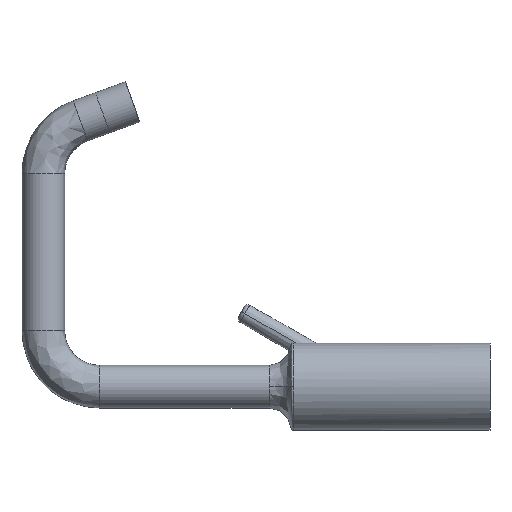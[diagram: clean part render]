
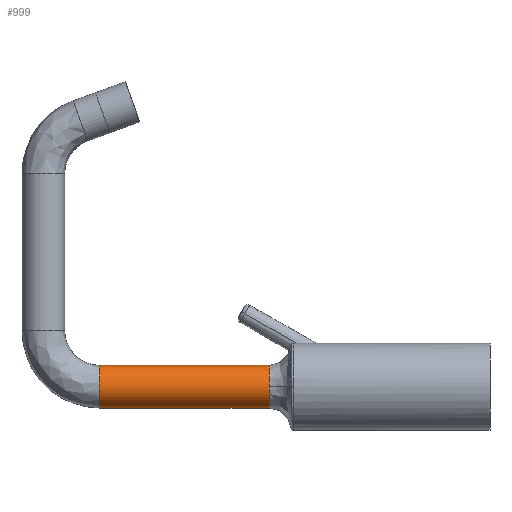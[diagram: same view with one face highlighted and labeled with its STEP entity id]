
A CAD part, left-side view. The second image highlights one B-rep face of the part: STEP entity #999.
In plain terms, the highlighted cylindrical face has radius 11.4 mm (diameter 22.8 mm), a partial arc.
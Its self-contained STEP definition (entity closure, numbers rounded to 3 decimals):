
#205 = CARTESIAN_POINT ( 'NONE',  ( 0., 208.296, -11.4 ) ) ;
#244 = CARTESIAN_POINT ( 'NONE',  ( 0., 117.85, 11.4 ) ) ;
#549 = VERTEX_POINT ( 'NONE', #3629 ) ;
#655 = CARTESIAN_POINT ( 'NONE',  ( 0., 117.85, 0. ) ) ;
#884 = AXIS2_PLACEMENT_3D ( 'NONE', #4269, #2754, #1157 ) ;
#994 = EDGE_LOOP ( 'NONE', ( #3588, #7066, #5171, #5514, #6383 ) ) ;
#999 = ADVANCED_FACE ( 'NONE', ( #4620 ), #1745, .T. ) ;
#1068 = CARTESIAN_POINT ( 'NONE',  ( 0., 208.296, 11.4 ) ) ;
#1157 = DIRECTION ( 'NONE',  ( 0., 0., -1. ) ) ;
#1250 = AXIS2_PLACEMENT_3D ( 'NONE', #2730, #3282, #7163 ) ;
#1283 = CARTESIAN_POINT ( 'NONE',  ( 0., 208.296, 0. ) ) ;
#1355 = DIRECTION ( 'NONE',  ( 0., 1., 0. ) ) ;
#1389 = DIRECTION ( 'NONE',  ( 0., 0., -1. ) ) ;
#1566 = CIRCLE ( 'NONE', #1599, 11.4 ) ;
#1599 = AXIS2_PLACEMENT_3D ( 'NONE', #655, #1355, #1950 ) ;
#1739 = VECTOR ( 'NONE', #4045, 1000. ) ;
#1745 = CYLINDRICAL_SURFACE ( 'NONE', #884, 11.4 ) ;
#1889 = CARTESIAN_POINT ( 'NONE',  ( 0., 208.296, 11.4 ) ) ;
#1950 = DIRECTION ( 'NONE',  ( 1., 0., 0. ) ) ;
#2289 = EDGE_CURVE ( 'NONE', #5453, #2719, #5926, .T. ) ;
#2719 = VERTEX_POINT ( 'NONE', #4268 ) ;
#2730 = CARTESIAN_POINT ( 'NONE',  ( 0., 117.85, 0. ) ) ;
#2754 = DIRECTION ( 'NONE',  ( 0., -1., 0. ) ) ;
#2839 = EDGE_CURVE ( 'NONE', #5786, #549, #4360, .T. ) ;
#3132 = VECTOR ( 'NONE', #4637, 1000. ) ;
#3282 = DIRECTION ( 'NONE',  ( 0., 1., 0. ) ) ;
#3588 = ORIENTED_EDGE ( 'NONE', *, *, #5071, .F. ) ;
#3629 = CARTESIAN_POINT ( 'NONE',  ( -11.4, 117.85, 0. ) ) ;
#3860 = EDGE_CURVE ( 'NONE', #549, #7010, #1566, .T. ) ;
#4001 = CARTESIAN_POINT ( 'NONE',  ( 0., 117.85, -11.4 ) ) ;
#4045 = DIRECTION ( 'NONE',  ( 0., -1., 0. ) ) ;
#4268 = CARTESIAN_POINT ( 'NONE',  ( 0., 208.296, -11.4 ) ) ;
#4269 = CARTESIAN_POINT ( 'NONE',  ( 0., 208.296, 0. ) ) ;
#4360 = CIRCLE ( 'NONE', #1250, 11.4 ) ;
#4620 = FACE_OUTER_BOUND ( 'NONE', #994, .T. ) ;
#4637 = DIRECTION ( 'NONE',  ( 0., -1., 0. ) ) ;
#4700 = LINE ( 'NONE', #1889, #1739 ) ;
#5071 = EDGE_CURVE ( 'NONE', #5453, #7010, #4700, .T. ) ;
#5171 = ORIENTED_EDGE ( 'NONE', *, *, #6612, .T. ) ;
#5453 = VERTEX_POINT ( 'NONE', #1068 ) ;
#5514 = ORIENTED_EDGE ( 'NONE', *, *, #2839, .T. ) ;
#5786 = VERTEX_POINT ( 'NONE', #4001 ) ;
#5926 = CIRCLE ( 'NONE', #6997, 11.4 ) ;
#6383 = ORIENTED_EDGE ( 'NONE', *, *, #3860, .T. ) ;
#6521 = LINE ( 'NONE', #205, #3132 ) ;
#6612 = EDGE_CURVE ( 'NONE', #2719, #5786, #6521, .T. ) ;
#6883 = DIRECTION ( 'NONE',  ( 0., -1., 0. ) ) ;
#6997 = AXIS2_PLACEMENT_3D ( 'NONE', #1283, #6883, #1389 ) ;
#7010 = VERTEX_POINT ( 'NONE', #244 ) ;
#7066 = ORIENTED_EDGE ( 'NONE', *, *, #2289, .T. ) ;
#7163 = DIRECTION ( 'NONE',  ( 1., 0., 0. ) ) ;
